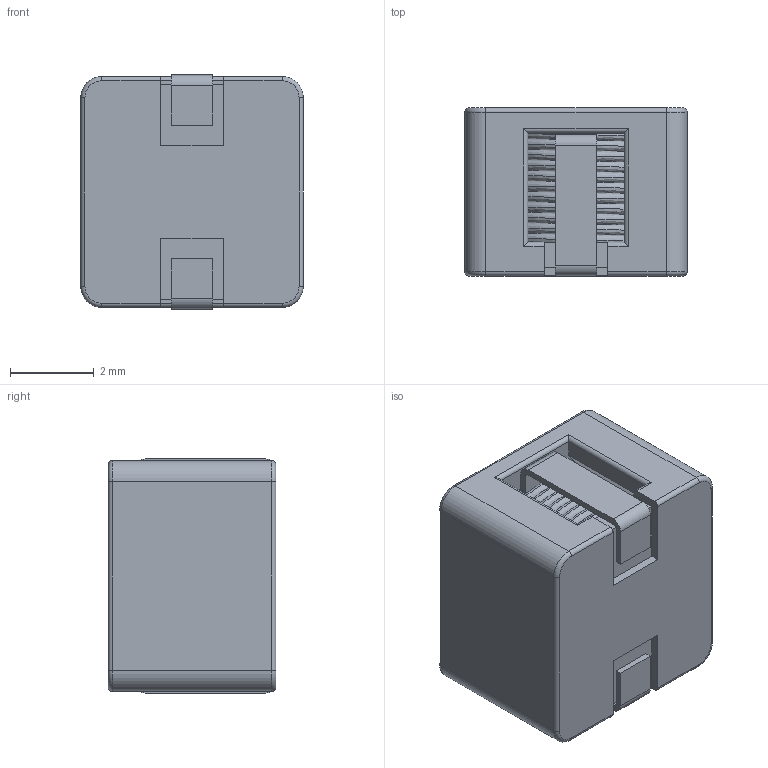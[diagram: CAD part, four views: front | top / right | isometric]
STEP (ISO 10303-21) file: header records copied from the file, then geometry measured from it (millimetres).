
FILE_DESCRIPTION (( 'STEP AP214' ), '1' );
FILE_NAME ('WE-HCI 5040.STEP', '2016-01-25T22:07:06', ( '' ), ( '' ), 'SwSTEP 2.0', 'SolidWorks 2015', '' );
FILE_SCHEMA (( 'AUTOMOTIVE_DESIGN' ));
Length unit declared in the file: millimetre
Products named in the file (1): WE-HCI 5040
Bounding box: 5.3 x 4 x 5.58 mm (x, y, z)
Volume: 79.2 mm3; surface area: 325.8 mm2
Topology: 1 solids, 1 shells, 96 faces, 264 edges, 167 vertices
Faces by surface type: plane 48, cylinder 36, torus 8, bspline 4
Entity records: 6465 total; most frequent: CARTESIAN_POINT 3664, ORIENTED_EDGE 528, DIRECTION 480, EDGE_CURVE 264, VERTEX_POINT 167, LINE 162, VECTOR 162, AXIS2_PLACEMENT_3D 159
